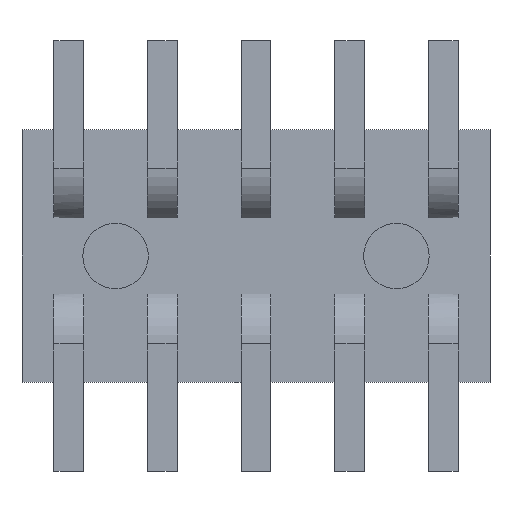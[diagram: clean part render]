
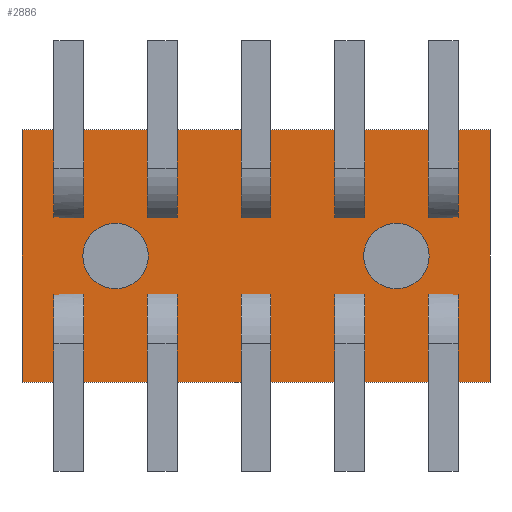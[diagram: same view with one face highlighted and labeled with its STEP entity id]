
A CAD part, front view. The second image highlights one B-rep face of the part: STEP entity #2886.
In plain terms, the highlighted planar face has unit normal (0, -1, 0).
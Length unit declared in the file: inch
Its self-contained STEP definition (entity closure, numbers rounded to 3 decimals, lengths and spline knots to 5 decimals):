
#77=CIRCLE('',#3123,0.0175);
#78=CIRCLE('',#3124,0.0175);
#879=ORIENTED_EDGE('',*,*,#1289,.F.);
#880=ORIENTED_EDGE('',*,*,#1290,.F.);
#881=ORIENTED_EDGE('',*,*,#1277,.F.);
#882=ORIENTED_EDGE('',*,*,#1287,.F.);
#883=ORIENTED_EDGE('',*,*,#1284,.F.);
#884=ORIENTED_EDGE('',*,*,#1281,.F.);
#1277=EDGE_CURVE('',#1537,#1538,#1895,.T.);
#1281=EDGE_CURVE('',#1538,#1541,#1899,.T.);
#1284=EDGE_CURVE('',#1541,#1543,#1902,.T.);
#1287=EDGE_CURVE('',#1543,#1537,#1905,.T.);
#1289=EDGE_CURVE('',#1545,#1545,#77,.F.);
#1290=EDGE_CURVE('',#1546,#1546,#78,.F.);
#1537=VERTEX_POINT('',#4679);
#1538=VERTEX_POINT('',#4680);
#1541=VERTEX_POINT('',#4688);
#1543=VERTEX_POINT('',#4694);
#1545=VERTEX_POINT('',#4704);
#1546=VERTEX_POINT('',#4706);
#1895=LINE('',#4678,#2253);
#1899=LINE('',#4687,#2257);
#1902=LINE('',#4693,#2260);
#1905=LINE('',#4699,#2263);
#2253=VECTOR('',#3858,39.37008);
#2257=VECTOR('',#3864,39.37008);
#2260=VECTOR('',#3869,39.37008);
#2263=VECTOR('',#3874,39.37008);
#2416=EDGE_LOOP('',(#879));
#2417=EDGE_LOOP('',(#880));
#2418=EDGE_LOOP('',(#881,#882,#883,#884));
#2576=FACE_BOUND('',#2416,.T.);
#2577=FACE_BOUND('',#2417,.T.);
#2578=FACE_BOUND('',#2418,.T.);
#2732=PLANE('',#3122);
#2886=ADVANCED_FACE('',(#2576,#2577,#2578),#2732,.F.);
#3122=AXIS2_PLACEMENT_3D('',#4702,#3878,#3879);
#3123=AXIS2_PLACEMENT_3D('',#4703,#3880,#3881);
#3124=AXIS2_PLACEMENT_3D('',#4705,#3882,#3883);
#3858=DIRECTION('',(0.,0.,1.));
#3864=DIRECTION('',(1.,0.,0.));
#3869=DIRECTION('',(0.,0.,-1.));
#3874=DIRECTION('',(-1.,0.,0.));
#3878=DIRECTION('',(0.,1.,0.));
#3879=DIRECTION('',(0.,0.,1.));
#3880=DIRECTION('',(0.,1.,0.));
#3881=DIRECTION('',(0.,0.,1.));
#3882=DIRECTION('',(0.,1.,0.));
#3883=DIRECTION('',(0.,0.,1.));
#4678=CARTESIAN_POINT('',(-0.125,0.,-0.0675));
#4679=CARTESIAN_POINT('',(-0.125,0.,-0.0675));
#4680=CARTESIAN_POINT('',(-0.125,0.,0.0675));
#4687=CARTESIAN_POINT('',(-0.125,0.,0.0675));
#4688=CARTESIAN_POINT('',(0.125,0.,0.0675));
#4693=CARTESIAN_POINT('',(0.125,0.,0.0675));
#4694=CARTESIAN_POINT('',(0.125,0.,-0.0675));
#4699=CARTESIAN_POINT('',(0.125,0.,-0.0675));
#4702=CARTESIAN_POINT('',(0.,0.,0.));
#4703=CARTESIAN_POINT('',(-0.075,0.,0.));
#4704=CARTESIAN_POINT('',(-0.075,0.,0.0175));
#4705=CARTESIAN_POINT('',(0.075,0.,0.));
#4706=CARTESIAN_POINT('',(0.075,0.,0.0175));
